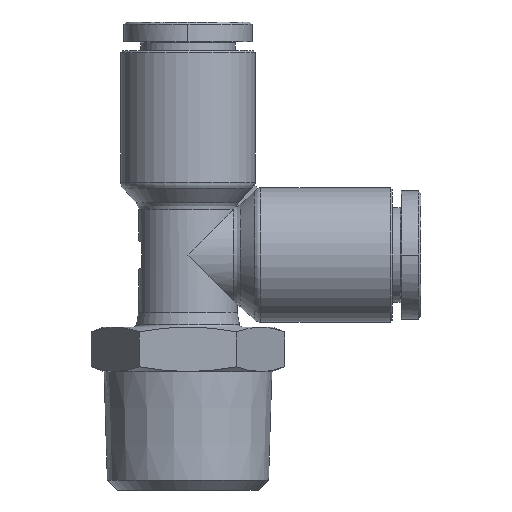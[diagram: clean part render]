
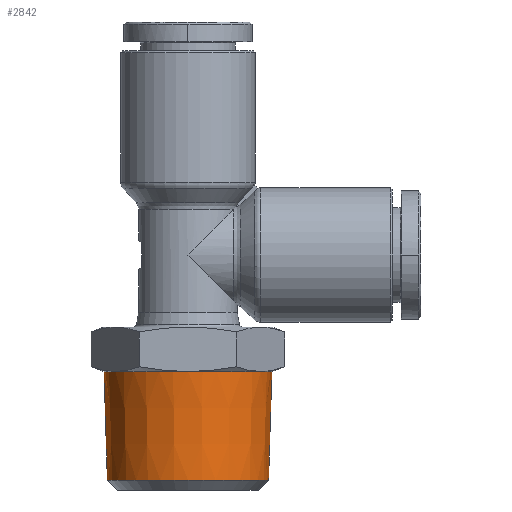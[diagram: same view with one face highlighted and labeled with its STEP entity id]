
A CAD part, front view. The second image highlights one B-rep face of the part: STEP entity #2842.
In plain terms, the highlighted conical face has half-angle 1.754 degrees and reference radius 8.316 mm.
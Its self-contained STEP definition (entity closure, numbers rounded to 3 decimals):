
#2705=CARTESIAN_POINT('',(-15.972,0.,-11.8));
#2706=VERTEX_POINT('',#2705);
#2743=CARTESIAN_POINT('',(1.028,0.,-11.8));
#2744=VERTEX_POINT('',#2743);
#2778=CARTESIAN_POINT('',(-7.472,0.,-17.8));
#2779=DIRECTION('',(0.,0.,1.0));
#2780=DIRECTION('',(1.0,0.0,0.0));
#2781=AXIS2_PLACEMENT_3D('',#2778,#2779,#2780);
#2782=CONICAL_SURFACE('',#2781,8.316,1.754);
#2783=CARTESIAN_POINT('',(0.691,0.,-22.8));
#2784=VERTEX_POINT('',#2783);
#2785=CARTESIAN_POINT('',(1.028,0.,-11.8));
#2786=DIRECTION('',(-0.031,0.,-1.));
#2787=VECTOR('',#2786,11.006);
#2788=LINE('',#2785,#2787);
#2789=EDGE_CURVE('',#2744,#2784,#2788,.T.);
#2790=ORIENTED_EDGE('',*,*,#2789,.F.);
#2791=CARTESIAN_POINT('',(-0.111,-4.25,-11.8));
#2792=VERTEX_POINT('',#2791);
#2793=CARTESIAN_POINT('',(-7.472,0.,-11.8));
#2794=DIRECTION('',(0.0,0.0,-1.0));
#2795=DIRECTION('',(1.0,0.0,0.0));
#2796=AXIS2_PLACEMENT_3D('',#2793,#2794,#2795);
#2797=CIRCLE('',#2796,8.5);
#2798=EDGE_CURVE('',#2744,#2792,#2797,.T.);
#2799=ORIENTED_EDGE('',*,*,#2798,.T.);
#2800=CARTESIAN_POINT('',(-7.472,-8.5,-11.8));
#2801=VERTEX_POINT('',#2800);
#2802=CARTESIAN_POINT('',(-7.472,0.,-11.8));
#2803=DIRECTION('',(0.0,0.0,-1.0));
#2804=DIRECTION('',(1.0,0.0,0.0));
#2805=AXIS2_PLACEMENT_3D('',#2802,#2803,#2804);
#2806=CIRCLE('',#2805,8.5);
#2807=EDGE_CURVE('',#2792,#2801,#2806,.T.);
#2808=ORIENTED_EDGE('',*,*,#2807,.T.);
#2809=CARTESIAN_POINT('',(-14.833,-4.25,-11.8));
#2810=VERTEX_POINT('',#2809);
#2811=CARTESIAN_POINT('',(-7.472,0.,-11.8));
#2812=DIRECTION('',(0.0,0.0,-1.0));
#2813=DIRECTION('',(1.0,0.0,0.0));
#2814=AXIS2_PLACEMENT_3D('',#2811,#2812,#2813);
#2815=CIRCLE('',#2814,8.5);
#2816=EDGE_CURVE('',#2801,#2810,#2815,.T.);
#2817=ORIENTED_EDGE('',*,*,#2816,.T.);
#2818=CARTESIAN_POINT('',(-7.472,0.,-11.8));
#2819=DIRECTION('',(0.0,0.0,-1.0));
#2820=DIRECTION('',(1.0,0.0,0.0));
#2821=AXIS2_PLACEMENT_3D('',#2818,#2819,#2820);
#2822=CIRCLE('',#2821,8.5);
#2823=EDGE_CURVE('',#2810,#2706,#2822,.T.);
#2824=ORIENTED_EDGE('',*,*,#2823,.T.);
#2825=CARTESIAN_POINT('',(-15.635,0.,-22.8));
#2826=VERTEX_POINT('',#2825);
#2827=CARTESIAN_POINT('',(-15.635,0.,-22.8));
#2828=DIRECTION('',(-0.031,0.,1.));
#2829=VECTOR('',#2828,11.006);
#2830=LINE('',#2827,#2829);
#2831=EDGE_CURVE('',#2826,#2706,#2830,.T.);
#2832=ORIENTED_EDGE('',*,*,#2831,.F.);
#2833=CARTESIAN_POINT('',(-7.472,0.,-22.8));
#2834=DIRECTION('',(0.0,0.0,-1.0));
#2835=DIRECTION('',(-1.0,0.0,0.0));
#2836=AXIS2_PLACEMENT_3D('',#2833,#2834,#2835);
#2837=CIRCLE('',#2836,8.163);
#2838=EDGE_CURVE('',#2784,#2826,#2837,.T.);
#2839=ORIENTED_EDGE('',*,*,#2838,.F.);
#2840=EDGE_LOOP('',(#2790,#2799,#2808,#2817,#2824,#2832,#2839));
#2841=FACE_OUTER_BOUND('',#2840,.T.);
#2842=ADVANCED_FACE('',(#2841),#2782,.T.);
